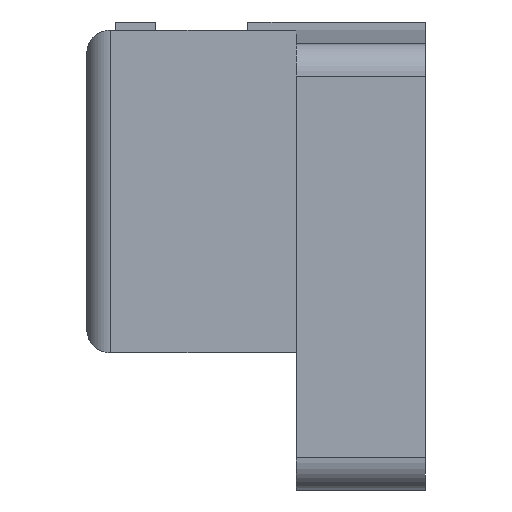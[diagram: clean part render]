
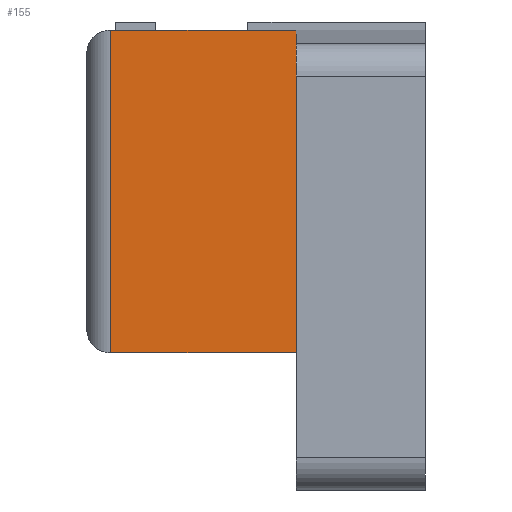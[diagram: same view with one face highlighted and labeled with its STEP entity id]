
A CAD part, left-side view. The second image highlights one B-rep face of the part: STEP entity #155.
In plain terms, the highlighted planar face has unit normal (-1, 0, 0).
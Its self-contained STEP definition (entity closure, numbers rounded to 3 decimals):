
#155=ADVANCED_FACE('',(#322),#323,.T.);
#322=FACE_OUTER_BOUND('',#492,.T.);
#323=PLANE('',#493);
#492=EDGE_LOOP('',(#907,#908,#909,#910));
#493=AXIS2_PLACEMENT_3D('',#911,#912,#913);
#907=ORIENTED_EDGE('',*,*,#1176,.F.);
#908=ORIENTED_EDGE('',*,*,#1064,.F.);
#909=ORIENTED_EDGE('',*,*,#1102,.T.);
#910=ORIENTED_EDGE('',*,*,#1174,.F.);
#911=CARTESIAN_POINT('',(-11.3,7.425,-6.25));
#912=DIRECTION('',(-1.0,0.0,0.));
#913=DIRECTION('',(0.,0.,1.0));
#1064=EDGE_CURVE('',#1293,#1295,#1296,.T.);
#1102=EDGE_CURVE('',#1293,#1347,#1348,.T.);
#1174=EDGE_CURVE('',#1448,#1347,#1450,.T.);
#1176=EDGE_CURVE('',#1295,#1448,#1452,.T.);
#1293=VERTEX_POINT('',#1600);
#1295=VERTEX_POINT('',#1603);
#1296=LINE('',#1604,#1605);
#1347=VERTEX_POINT('',#1675);
#1348=LINE('',#1676,#1677);
#1448=VERTEX_POINT('',#1846);
#1450=LINE('',#1859,#1860);
#1452=LINE('',#1862,#1863);
#1600=CARTESIAN_POINT('',(-11.3,8.0,14.75));
#1603=CARTESIAN_POINT('',(-11.3,8.0,-5.25));
#1604=CARTESIAN_POINT('',(-11.3,8.0,14.75));
#1605=VECTOR('',#1985,20.);
#1675=CARTESIAN_POINT('',(-11.3,19.5,14.75));
#1676=CARTESIAN_POINT('',(-11.3,8.0,14.75));
#1677=VECTOR('',#2023,11.5);
#1846=CARTESIAN_POINT('',(-11.3,19.5,-5.25));
#1859=CARTESIAN_POINT('',(-11.3,19.5,-5.25));
#1860=VECTOR('',#2071,20.);
#1862=CARTESIAN_POINT('',(-11.3,8.0,-5.25));
#1863=VECTOR('',#2072,11.5);
#1985=DIRECTION('',(0.,0.,-1.0));
#2023=DIRECTION('',(0.,1.0,0.));
#2071=DIRECTION('',(0.,0.,1.0));
#2072=DIRECTION('',(0.,1.0,0.));
